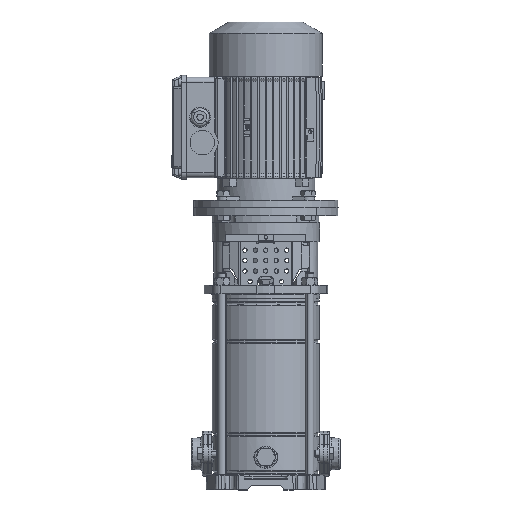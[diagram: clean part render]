
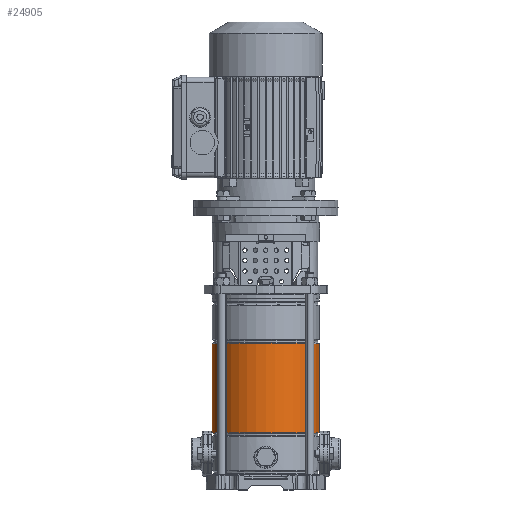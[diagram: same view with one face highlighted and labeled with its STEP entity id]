
A CAD part, top view. The second image highlights one B-rep face of the part: STEP entity #24905.
In plain terms, the highlighted cylindrical face has radius 74.4 mm (diameter 148.8 mm), a partial arc.
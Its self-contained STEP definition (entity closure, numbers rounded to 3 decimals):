
#881 = DIRECTION ( 'NONE',  ( 0., 0., -1. ) ) ;
#1323 = DIRECTION ( 'NONE',  ( -1., 0., 0. ) ) ;
#3642 = AXIS2_PLACEMENT_3D ( 'NONE', #14198, #41507, #1323 ) ;
#4591 = CARTESIAN_POINT ( 'NONE',  ( -74.4, 0., 0. ) ) ;
#4919 = EDGE_CURVE ( 'NONE', #32842, #67947, #42421, .T. ) ;
#6552 = VECTOR ( 'NONE', #881, 1000. ) ;
#6937 = ORIENTED_EDGE ( 'NONE', *, *, #36263, .F. ) ;
#9564 = CARTESIAN_POINT ( 'NONE',  ( 0., 0., 190.664 ) ) ;
#9976 = EDGE_CURVE ( 'NONE', #32842, #48747, #29463, .T. ) ;
#14198 = CARTESIAN_POINT ( 'NONE',  ( 0., 0., 0. ) ) ;
#20413 = CYLINDRICAL_SURFACE ( 'NONE', #3642, 74.4 ) ;
#21730 = EDGE_LOOP ( 'NONE', ( #34611, #24910, #56263, #6937 ) ) ;
#24074 = AXIS2_PLACEMENT_3D ( 'NONE', #56537, #35757, #51342 ) ;
#24905 = ADVANCED_FACE ( 'NONE', ( #57099 ), #20413, .T. ) ;
#24910 = ORIENTED_EDGE ( 'NONE', *, *, #9976, .T. ) ;
#29463 = CIRCLE ( 'NONE', #34981, 74.4 ) ;
#30331 = DIRECTION ( 'NONE',  ( 0., 0., -1. ) ) ;
#31161 = VERTEX_POINT ( 'NONE', #62091 ) ;
#32842 = VERTEX_POINT ( 'NONE', #59318 ) ;
#34611 = ORIENTED_EDGE ( 'NONE', *, *, #4919, .F. ) ;
#34981 = AXIS2_PLACEMENT_3D ( 'NONE', #9564, #30331, #56982 ) ;
#35219 = EDGE_CURVE ( 'NONE', #48747, #31161, #49277, .T. ) ;
#35757 = DIRECTION ( 'NONE',  ( 0., 0., -1. ) ) ;
#36263 = EDGE_CURVE ( 'NONE', #67947, #31161, #53913, .T. ) ;
#37499 = CARTESIAN_POINT ( 'NONE',  ( 74.4, 0., 67.336 ) ) ;
#39587 = CARTESIAN_POINT ( 'NONE',  ( -74.4, 0., 190.664 ) ) ;
#41507 = DIRECTION ( 'NONE',  ( 0., 0., -1. ) ) ;
#42421 = LINE ( 'NONE', #53149, #6552 ) ;
#48747 = VERTEX_POINT ( 'NONE', #39587 ) ;
#49277 = LINE ( 'NONE', #4591, #52818 ) ;
#51342 = DIRECTION ( 'NONE',  ( -1., 0., 0. ) ) ;
#52818 = VECTOR ( 'NONE', #57541, 1000. ) ;
#53149 = CARTESIAN_POINT ( 'NONE',  ( 74.4, 0., 0. ) ) ;
#53913 = CIRCLE ( 'NONE', #24074, 74.4 ) ;
#56263 = ORIENTED_EDGE ( 'NONE', *, *, #35219, .T. ) ;
#56537 = CARTESIAN_POINT ( 'NONE',  ( 0., 0., 67.336 ) ) ;
#56982 = DIRECTION ( 'NONE',  ( -1., 0., 0. ) ) ;
#57099 = FACE_OUTER_BOUND ( 'NONE', #21730, .T. ) ;
#57541 = DIRECTION ( 'NONE',  ( 0., 0., -1. ) ) ;
#59318 = CARTESIAN_POINT ( 'NONE',  ( 74.4, 0., 190.664 ) ) ;
#62091 = CARTESIAN_POINT ( 'NONE',  ( -74.4, 0., 67.336 ) ) ;
#67947 = VERTEX_POINT ( 'NONE', #37499 ) ;
